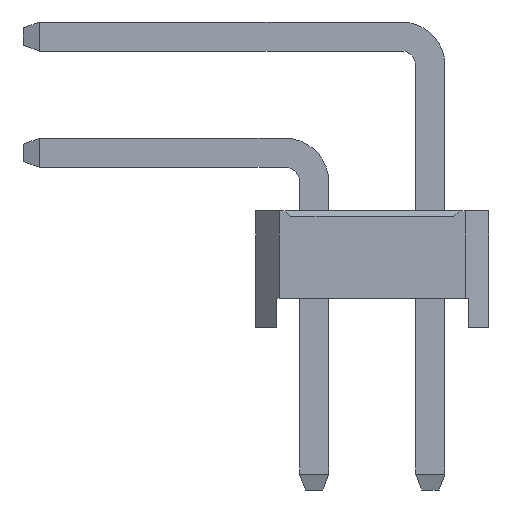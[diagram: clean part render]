
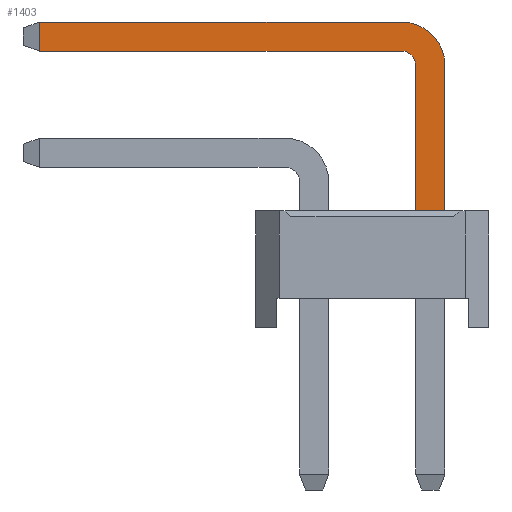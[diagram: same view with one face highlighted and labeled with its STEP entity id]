
A CAD part, left-side view. The second image highlights one B-rep face of the part: STEP entity #1403.
In plain terms, the highlighted planar face has unit normal (-1, 0, 0).
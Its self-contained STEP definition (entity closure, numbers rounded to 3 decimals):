
#1403=ADVANCED_FACE('',(#5943),#5945,.T.);
#5943=FACE_BOUND('',#5944,.T.);
#5944=EDGE_LOOP('',(#9611,#9612,#9613,#9614,#9615,#9616,#9617,#9618));
#5945=PLANE('',#5946);
#5946=AXIS2_PLACEMENT_3D('',#5947,#5948,#5949);
#5947=CARTESIAN_POINT('',(-0.25,-1.75,-2.8));
#5948=DIRECTION('',(-1.,0.,0.));
#5949=DIRECTION('',(0.,-1.,0.));
#9611=ORIENTED_EDGE('',*,*,#11871,.F.);
#9612=ORIENTED_EDGE('',*,*,#11872,.F.);
#9613=ORIENTED_EDGE('',*,*,#11873,.F.);
#9614=ORIENTED_EDGE('',*,*,#11874,.F.);
#9615=ORIENTED_EDGE('',*,*,#11311,.T.);
#9616=ORIENTED_EDGE('',*,*,#11870,.T.);
#9617=ORIENTED_EDGE('',*,*,#11875,.T.);
#9618=ORIENTED_EDGE('',*,*,#11876,.T.);
#11311=EDGE_CURVE('',#12732,#12730,#12733,.T.);
#11870=EDGE_CURVE('',#12730,#13687,#13689,.T.);
#11871=EDGE_CURVE('',#13690,#13691,#13692,.T.);
#11872=EDGE_CURVE('',#13693,#13690,#13694,.T.);
#11873=EDGE_CURVE('',#13695,#13693,#13696,.T.);
#11874=EDGE_CURVE('',#12732,#13695,#13697,.T.);
#11875=EDGE_CURVE('',#13687,#13698,#13699,.T.);
#11876=EDGE_CURVE('',#13698,#13691,#13700,.T.);
#12730=VERTEX_POINT('',#15086);
#12732=VERTEX_POINT('',#15090);
#12733=LINE('',#15091,#15092);
#13687=VERTEX_POINT('',#17195);
#13689=LINE('',#17199,#17200);
#13690=VERTEX_POINT('',#17202);
#13691=VERTEX_POINT('',#17203);
#13692=LINE('',#17204,#17205);
#13693=VERTEX_POINT('',#17207);
#13694=LINE('',#17208,#17209);
#13695=VERTEX_POINT('',#17211);
#13696=CIRCLE('',#17212,0.25);
#13697=LINE('',#17216,#17217);
#13698=VERTEX_POINT('',#17219);
#13699=CIRCLE('',#17220,0.75);
#13700=LINE('',#17224,#17225);
#15086=CARTESIAN_POINT('',(-0.25,-2.25,2.));
#15090=CARTESIAN_POINT('',(-0.25,-1.75,2.));
#15091=CARTESIAN_POINT('',(-0.25,-1.75,2.));
#15092=VECTOR('',#15093,1.);
#15093=DIRECTION('',(0.,-1.,0.));
#17195=CARTESIAN_POINT('',(-0.25,-2.25,4.5));
#17199=CARTESIAN_POINT('',(-0.25,-2.25,2.));
#17200=VECTOR('',#17201,1.);
#17201=DIRECTION('',(0.,0.,1.));
#17202=CARTESIAN_POINT('',(-0.25,4.725,4.75));
#17203=CARTESIAN_POINT('',(-0.25,4.725,5.25));
#17204=CARTESIAN_POINT('',(-0.25,4.725,4.75));
#17205=VECTOR('',#17206,1.);
#17206=DIRECTION('',(0.,0.,1.));
#17207=CARTESIAN_POINT('',(-0.25,-1.5,4.75));
#17208=CARTESIAN_POINT('',(-0.25,-1.5,4.75));
#17209=VECTOR('',#17210,1.);
#17210=DIRECTION('',(0.,1.,0.));
#17211=CARTESIAN_POINT('',(-0.25,-1.75,4.5));
#17212=AXIS2_PLACEMENT_3D('',#17213,#17214,#17215);
#17213=CARTESIAN_POINT('',(-0.25,-1.5,4.5));
#17214=DIRECTION('',(-1.,-0.,0.));
#17215=DIRECTION('',(0.,-1.,0.));
#17216=CARTESIAN_POINT('',(-0.25,-1.75,2.));
#17217=VECTOR('',#17218,1.);
#17218=DIRECTION('',(0.,0.,1.));
#17219=CARTESIAN_POINT('',(-0.25,-1.5,5.25));
#17220=AXIS2_PLACEMENT_3D('',#17221,#17222,#17223);
#17221=CARTESIAN_POINT('',(-0.25,-1.5,4.5));
#17222=DIRECTION('',(-1.,-0.,0.));
#17223=DIRECTION('',(0.,-1.,0.));
#17224=CARTESIAN_POINT('',(-0.25,-1.5,5.25));
#17225=VECTOR('',#17226,1.);
#17226=DIRECTION('',(0.,1.,0.));
